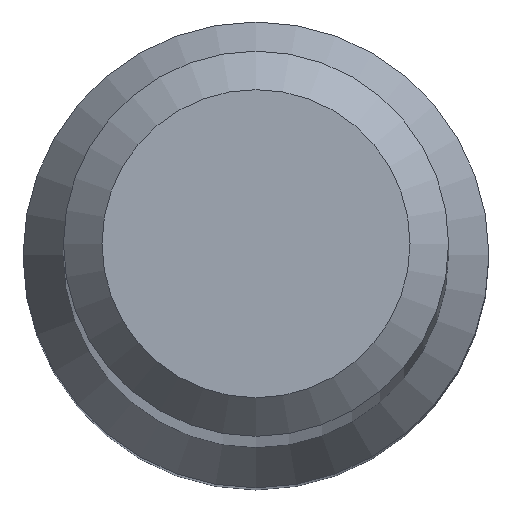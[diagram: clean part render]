
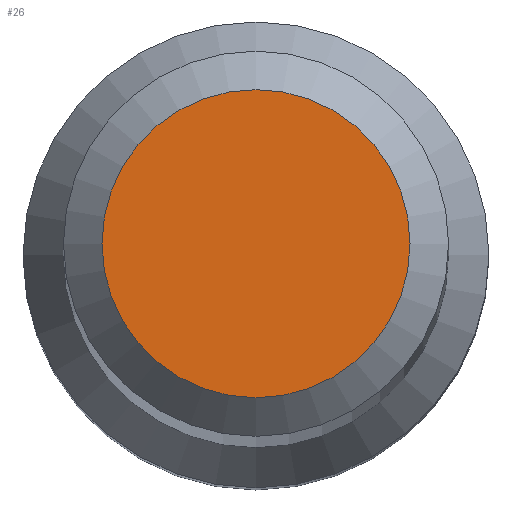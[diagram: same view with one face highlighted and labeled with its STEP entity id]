
A CAD part, top view. The second image highlights one B-rep face of the part: STEP entity #26.
In plain terms, the highlighted planar face has unit normal (0, 0, 1).
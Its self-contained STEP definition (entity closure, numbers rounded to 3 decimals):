
#1 = PLANE ( 'NONE',  #170 ) ;
#17 = CIRCLE ( 'NONE', #221, 1.6 ) ;
#18 = DIRECTION ( 'NONE',  ( 0., -1., 0. ) ) ;
#26 = ADVANCED_FACE ( 'NONE', ( #239 ), #1, .T. ) ;
#32 = CARTESIAN_POINT ( 'NONE',  ( 0., 0., 80. ) ) ;
#54 = DIRECTION ( 'NONE',  ( 0., 1., 0. ) ) ;
#77 = CARTESIAN_POINT ( 'NONE',  ( 0., 0., 80. ) ) ;
#105 = EDGE_LOOP ( 'NONE', ( #234 ) ) ;
#170 = AXIS2_PLACEMENT_3D ( 'NONE', #77, #225, #18 ) ;
#185 = CARTESIAN_POINT ( 'NONE',  ( 0., 1.6, 80. ) ) ;
#215 = VERTEX_POINT ( 'NONE', #185 ) ;
#221 = AXIS2_PLACEMENT_3D ( 'NONE', #32, #242, #54 ) ;
#225 = DIRECTION ( 'NONE',  ( 0., 0., 1. ) ) ;
#230 = EDGE_CURVE ( 'NONE', #215, #215, #17, .T. ) ;
#234 = ORIENTED_EDGE ( 'NONE', *, *, #230, .F. ) ;
#239 = FACE_OUTER_BOUND ( 'NONE', #105, .T. ) ;
#242 = DIRECTION ( 'NONE',  ( 0., 0., -1. ) ) ;
